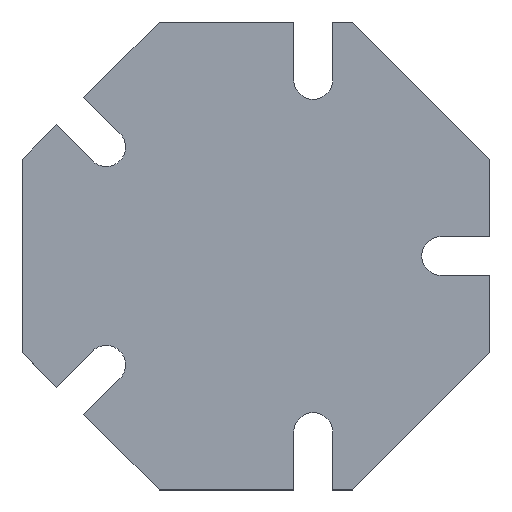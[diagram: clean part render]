
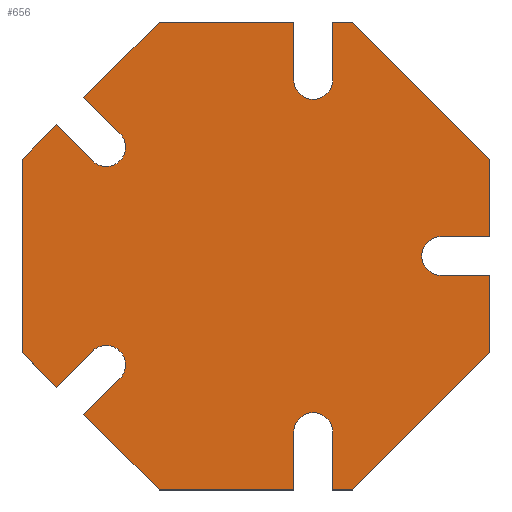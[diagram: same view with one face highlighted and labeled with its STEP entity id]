
A CAD part, top view. The second image highlights one B-rep face of the part: STEP entity #656.
In plain terms, the highlighted planar face has unit normal (0, 0, 1).
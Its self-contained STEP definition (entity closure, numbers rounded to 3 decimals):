
#73=CIRCLE('',#676,5.);
#75=CIRCLE('',#683,5.);
#77=CIRCLE('',#691,5.);
#79=CIRCLE('',#699,5.);
#81=CIRCLE('',#706,5.);
#199=ORIENTED_EDGE('',*,*,#257,.T.);
#200=ORIENTED_EDGE('',*,*,#261,.T.);
#201=ORIENTED_EDGE('',*,*,#264,.T.);
#202=ORIENTED_EDGE('',*,*,#267,.T.);
#203=ORIENTED_EDGE('',*,*,#270,.T.);
#204=ORIENTED_EDGE('',*,*,#273,.T.);
#205=ORIENTED_EDGE('',*,*,#276,.T.);
#206=ORIENTED_EDGE('',*,*,#279,.T.);
#207=ORIENTED_EDGE('',*,*,#282,.T.);
#208=ORIENTED_EDGE('',*,*,#285,.T.);
#209=ORIENTED_EDGE('',*,*,#288,.T.);
#210=ORIENTED_EDGE('',*,*,#291,.T.);
#211=ORIENTED_EDGE('',*,*,#294,.T.);
#212=ORIENTED_EDGE('',*,*,#297,.T.);
#213=ORIENTED_EDGE('',*,*,#300,.T.);
#214=ORIENTED_EDGE('',*,*,#303,.T.);
#215=ORIENTED_EDGE('',*,*,#306,.T.);
#216=ORIENTED_EDGE('',*,*,#309,.T.);
#217=ORIENTED_EDGE('',*,*,#312,.T.);
#218=ORIENTED_EDGE('',*,*,#315,.T.);
#219=ORIENTED_EDGE('',*,*,#318,.T.);
#220=ORIENTED_EDGE('',*,*,#321,.T.);
#221=ORIENTED_EDGE('',*,*,#324,.T.);
#222=ORIENTED_EDGE('',*,*,#327,.T.);
#223=ORIENTED_EDGE('',*,*,#330,.T.);
#224=ORIENTED_EDGE('',*,*,#333,.T.);
#225=ORIENTED_EDGE('',*,*,#336,.T.);
#226=ORIENTED_EDGE('',*,*,#338,.T.);
#257=EDGE_CURVE('',#342,#341,#397,.T.);
#261=EDGE_CURVE('',#341,#344,#401,.T.);
#264=EDGE_CURVE('',#344,#346,#404,.T.);
#267=EDGE_CURVE('',#346,#348,#73,.T.);
#270=EDGE_CURVE('',#348,#350,#408,.T.);
#273=EDGE_CURVE('',#350,#352,#411,.T.);
#276=EDGE_CURVE('',#352,#354,#414,.T.);
#279=EDGE_CURVE('',#354,#356,#417,.T.);
#282=EDGE_CURVE('',#356,#358,#75,.T.);
#285=EDGE_CURVE('',#358,#360,#421,.T.);
#288=EDGE_CURVE('',#360,#362,#424,.T.);
#291=EDGE_CURVE('',#362,#364,#427,.T.);
#294=EDGE_CURVE('',#364,#366,#430,.T.);
#297=EDGE_CURVE('',#366,#368,#433,.T.);
#300=EDGE_CURVE('',#368,#370,#77,.T.);
#303=EDGE_CURVE('',#370,#372,#437,.T.);
#306=EDGE_CURVE('',#372,#374,#440,.T.);
#309=EDGE_CURVE('',#374,#376,#443,.T.);
#312=EDGE_CURVE('',#376,#378,#446,.T.);
#315=EDGE_CURVE('',#378,#380,#449,.T.);
#318=EDGE_CURVE('',#380,#382,#79,.T.);
#321=EDGE_CURVE('',#382,#384,#453,.T.);
#324=EDGE_CURVE('',#384,#386,#456,.T.);
#327=EDGE_CURVE('',#386,#388,#459,.T.);
#330=EDGE_CURVE('',#388,#390,#462,.T.);
#333=EDGE_CURVE('',#390,#392,#81,.T.);
#336=EDGE_CURVE('',#392,#394,#466,.T.);
#338=EDGE_CURVE('',#394,#342,#468,.T.);
#341=VERTEX_POINT('',#921);
#342=VERTEX_POINT('',#923);
#344=VERTEX_POINT('',#929);
#346=VERTEX_POINT('',#935);
#348=VERTEX_POINT('',#941);
#350=VERTEX_POINT('',#947);
#352=VERTEX_POINT('',#953);
#354=VERTEX_POINT('',#959);
#356=VERTEX_POINT('',#965);
#358=VERTEX_POINT('',#971);
#360=VERTEX_POINT('',#977);
#362=VERTEX_POINT('',#983);
#364=VERTEX_POINT('',#989);
#366=VERTEX_POINT('',#995);
#368=VERTEX_POINT('',#1001);
#370=VERTEX_POINT('',#1007);
#372=VERTEX_POINT('',#1013);
#374=VERTEX_POINT('',#1019);
#376=VERTEX_POINT('',#1025);
#378=VERTEX_POINT('',#1031);
#380=VERTEX_POINT('',#1037);
#382=VERTEX_POINT('',#1043);
#384=VERTEX_POINT('',#1049);
#386=VERTEX_POINT('',#1055);
#388=VERTEX_POINT('',#1061);
#390=VERTEX_POINT('',#1067);
#392=VERTEX_POINT('',#1073);
#394=VERTEX_POINT('',#1079);
#397=LINE('',#922,#471);
#401=LINE('',#930,#475);
#404=LINE('',#936,#478);
#408=LINE('',#948,#482);
#411=LINE('',#954,#485);
#414=LINE('',#960,#488);
#417=LINE('',#966,#491);
#421=LINE('',#978,#495);
#424=LINE('',#984,#498);
#427=LINE('',#990,#501);
#430=LINE('',#996,#504);
#433=LINE('',#1002,#507);
#437=LINE('',#1014,#511);
#440=LINE('',#1020,#514);
#443=LINE('',#1026,#517);
#446=LINE('',#1032,#520);
#449=LINE('',#1038,#523);
#453=LINE('',#1050,#527);
#456=LINE('',#1056,#530);
#459=LINE('',#1062,#533);
#462=LINE('',#1068,#536);
#466=LINE('',#1080,#540);
#468=LINE('',#1083,#542);
#471=VECTOR('',#733,1000.);
#475=VECTOR('',#739,1000.);
#478=VECTOR('',#744,1000.);
#482=VECTOR('',#756,1000.);
#485=VECTOR('',#761,1000.);
#488=VECTOR('',#766,1000.);
#491=VECTOR('',#771,1000.);
#495=VECTOR('',#783,1000.);
#498=VECTOR('',#788,1000.);
#501=VECTOR('',#793,1000.);
#504=VECTOR('',#798,1000.);
#507=VECTOR('',#803,1000.);
#511=VECTOR('',#815,1000.);
#514=VECTOR('',#820,1000.);
#517=VECTOR('',#825,1000.);
#520=VECTOR('',#830,1000.);
#523=VECTOR('',#835,1000.);
#527=VECTOR('',#847,1000.);
#530=VECTOR('',#852,1000.);
#533=VECTOR('',#857,1000.);
#536=VECTOR('',#862,1000.);
#540=VECTOR('',#874,1000.);
#542=VECTOR('',#878,1000.);
#571=EDGE_LOOP('',(#199,#200,#201,#202,#203,#204,#205,#206,#207,#208,#209,
#210,#211,#212,#213,#214,#215,#216,#217,#218,#219,#220,#221,#222,#223,#224,
#225,#226));
#601=FACE_BOUND('',#571,.T.);
#626=PLANE('',#709);
#656=ADVANCED_FACE('',(#601),#626,.F.);
#676=AXIS2_PLACEMENT_3D('',#942,#750,#751);
#683=AXIS2_PLACEMENT_3D('',#972,#777,#778);
#691=AXIS2_PLACEMENT_3D('',#1008,#809,#810);
#699=AXIS2_PLACEMENT_3D('',#1044,#841,#842);
#706=AXIS2_PLACEMENT_3D('',#1074,#868,#869);
#709=AXIS2_PLACEMENT_3D('',#1084,#879,#880);
#733=DIRECTION('',(0.,-1.,0.));
#739=DIRECTION('',(0.707,-0.707,0.));
#744=DIRECTION('',(0.707,0.707,0.));
#750=DIRECTION('',(0.,0.,-1.));
#751=DIRECTION('',(-1.,0.,0.));
#756=DIRECTION('',(-0.707,-0.707,0.));
#761=DIRECTION('',(0.707,-0.707,0.));
#766=DIRECTION('',(1.,0.,0.));
#771=DIRECTION('',(0.,1.,0.));
#777=DIRECTION('',(0.,0.,-1.));
#778=DIRECTION('',(-0.5,-0.866,0.));
#783=DIRECTION('',(0.,-1.,0.));
#788=DIRECTION('',(1.,0.,0.));
#793=DIRECTION('',(0.707,0.707,0.));
#798=DIRECTION('',(0.,1.,0.));
#803=DIRECTION('',(-1.,0.,0.));
#809=DIRECTION('',(0.,0.,-1.));
#810=DIRECTION('',(1.,0.,0.));
#815=DIRECTION('',(1.,0.,0.));
#820=DIRECTION('',(0.,1.,0.));
#825=DIRECTION('',(-0.707,0.707,0.));
#830=DIRECTION('',(-1.,0.,0.));
#835=DIRECTION('',(0.,-1.,0.));
#841=DIRECTION('',(0.,0.,-1.));
#842=DIRECTION('',(1.,0.,0.));
#847=DIRECTION('',(0.,1.,0.));
#852=DIRECTION('',(-1.,0.,0.));
#857=DIRECTION('',(-0.707,-0.707,0.));
#862=DIRECTION('',(0.707,-0.707,0.));
#868=DIRECTION('',(0.,0.,-1.));
#869=DIRECTION('',(-0.5,0.866,0.));
#874=DIRECTION('',(-0.707,0.707,0.));
#878=DIRECTION('',(-0.707,-0.707,0.));
#879=DIRECTION('',(0.,0.,-1.));
#880=DIRECTION('',(-1.,0.,0.));
#921=CARTESIAN_POINT('',(-60.,-24.853,3.));
#922=CARTESIAN_POINT('',(-60.,24.853,3.));
#923=CARTESIAN_POINT('',(-60.,24.853,3.));
#929=CARTESIAN_POINT('',(-51.216,-33.637,3.));
#930=CARTESIAN_POINT('',(-60.,-24.853,3.));
#935=CARTESIAN_POINT('',(-41.964,-24.384,3.));
#936=CARTESIAN_POINT('',(-51.216,-33.637,3.));
#941=CARTESIAN_POINT('',(-34.893,-31.455,3.));
#942=CARTESIAN_POINT('',(-38.428,-27.92,3.));
#947=CARTESIAN_POINT('',(-44.145,-40.708,3.));
#948=CARTESIAN_POINT('',(-34.893,-31.455,3.));
#953=CARTESIAN_POINT('',(-24.853,-60.,3.));
#954=CARTESIAN_POINT('',(-44.145,-40.708,3.));
#959=CARTESIAN_POINT('',(9.678,-60.,3.));
#960=CARTESIAN_POINT('',(-24.853,-60.,3.));
#965=CARTESIAN_POINT('',(9.678,-45.175,3.));
#966=CARTESIAN_POINT('',(9.678,-60.,3.));
#971=CARTESIAN_POINT('',(19.678,-45.175,3.));
#972=CARTESIAN_POINT('',(14.678,-45.175,3.));
#977=CARTESIAN_POINT('',(19.678,-60.,3.));
#978=CARTESIAN_POINT('',(19.678,-45.175,3.));
#983=CARTESIAN_POINT('',(24.853,-60.,3.));
#984=CARTESIAN_POINT('',(19.678,-60.,3.));
#989=CARTESIAN_POINT('',(60.,-24.853,3.));
#990=CARTESIAN_POINT('',(24.853,-60.,3.));
#995=CARTESIAN_POINT('',(60.,-5.,3.));
#996=CARTESIAN_POINT('',(60.,-24.853,3.));
#1001=CARTESIAN_POINT('',(47.5,-5.,3.));
#1002=CARTESIAN_POINT('',(60.,-5.,3.));
#1007=CARTESIAN_POINT('',(47.5,5.,3.));
#1008=CARTESIAN_POINT('',(47.5,0.,3.));
#1013=CARTESIAN_POINT('',(60.,5.,3.));
#1014=CARTESIAN_POINT('',(47.5,5.,3.));
#1019=CARTESIAN_POINT('',(60.,24.853,3.));
#1020=CARTESIAN_POINT('',(60.,5.,3.));
#1025=CARTESIAN_POINT('',(24.853,60.,3.));
#1026=CARTESIAN_POINT('',(60.,24.853,3.));
#1031=CARTESIAN_POINT('',(19.678,60.,3.));
#1032=CARTESIAN_POINT('',(24.853,60.,3.));
#1037=CARTESIAN_POINT('',(19.678,45.175,3.));
#1038=CARTESIAN_POINT('',(19.678,60.,3.));
#1043=CARTESIAN_POINT('',(9.678,45.175,3.));
#1044=CARTESIAN_POINT('',(14.678,45.175,3.));
#1049=CARTESIAN_POINT('',(9.678,60.,3.));
#1050=CARTESIAN_POINT('',(9.678,45.175,3.));
#1055=CARTESIAN_POINT('',(-24.853,60.,3.));
#1056=CARTESIAN_POINT('',(9.678,60.,3.));
#1061=CARTESIAN_POINT('',(-44.145,40.708,3.));
#1062=CARTESIAN_POINT('',(-24.853,60.,3.));
#1067=CARTESIAN_POINT('',(-34.893,31.455,3.));
#1068=CARTESIAN_POINT('',(-44.145,40.708,3.));
#1073=CARTESIAN_POINT('',(-41.964,24.384,3.));
#1074=CARTESIAN_POINT('',(-38.428,27.92,3.));
#1079=CARTESIAN_POINT('',(-51.216,33.637,3.));
#1080=CARTESIAN_POINT('',(-41.964,24.384,3.));
#1083=CARTESIAN_POINT('',(-51.216,33.637,3.));
#1084=CARTESIAN_POINT('',(-38.428,-27.92,3.));
